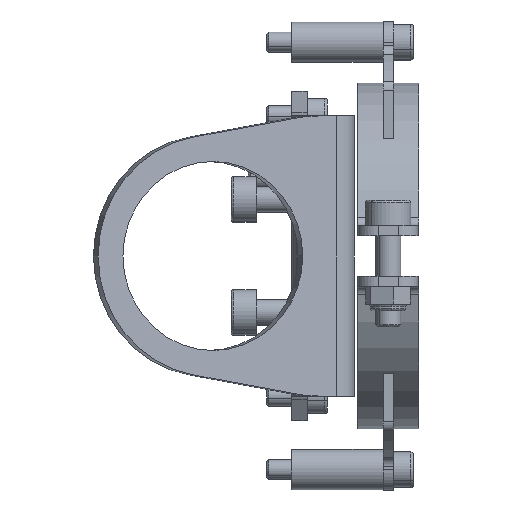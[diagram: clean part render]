
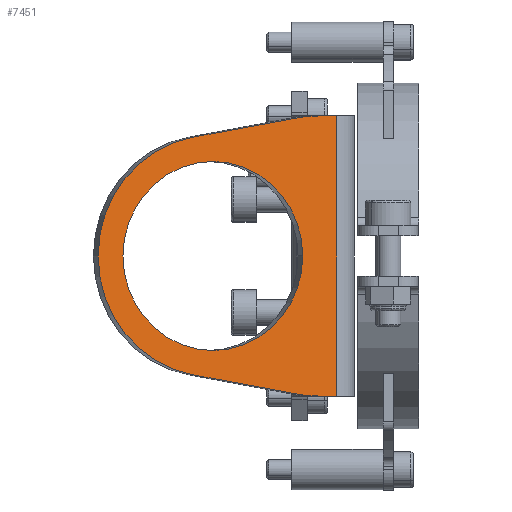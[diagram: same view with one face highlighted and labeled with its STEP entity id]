
A CAD part, left-side view. The second image highlights one B-rep face of the part: STEP entity #7451.
In plain terms, the highlighted planar face has unit normal (-0.951, -0.309, 0).
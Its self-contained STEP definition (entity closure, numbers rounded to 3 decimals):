
#11 = ORIENTED_EDGE ( 'NONE', *, *, #3117, .T. ) ;
#184 = ORIENTED_EDGE ( 'NONE', *, *, #5342, .F. ) ;
#204 = VERTEX_POINT ( 'NONE', #8768 ) ;
#206 = DIRECTION ( 'NONE',  ( -0.951, -0.309, 0. ) ) ;
#744 = ORIENTED_EDGE ( 'NONE', *, *, #3146, .F. ) ;
#763 = VECTOR ( 'NONE', #5465, 1000. ) ;
#824 = CARTESIAN_POINT ( 'NONE',  ( -76.664, 583.639, 782.64 ) ) ;
#992 = CARTESIAN_POINT ( 'NONE',  ( -77.711, 586.861, 727.36 ) ) ;
#1052 = LINE ( 'NONE', #4523, #763 ) ;
#1167 = EDGE_CURVE ( 'NONE', #8405, #5202, #6871, .T. ) ;
#1290 = EDGE_LOOP ( 'NONE', ( #2621, #11744 ) ) ;
#1501 = CIRCLE ( 'NONE', #7837, 18.65 ) ;
#1520 = VERTEX_POINT ( 'NONE', #1914 ) ;
#1594 = CARTESIAN_POINT ( 'NONE',  ( -73.936, 575.243, 785.256 ) ) ;
#1618 = DIRECTION ( 'NONE',  ( 0.309, -0.951, 0. ) ) ;
#1774 = CARTESIAN_POINT ( 'NONE',  ( -79.321, 591.815, 727.816 ) ) ;
#1776 = VECTOR ( 'NONE', #5626, 1000. ) ;
#1785 = DIRECTION ( 'NONE',  ( 0.309, -0.951, 0. ) ) ;
#1896 = CARTESIAN_POINT ( 'NONE',  ( -77.711, 586.861, 757.36 ) ) ;
#1914 = CARTESIAN_POINT ( 'NONE',  ( -78.845, 590.35, 755. ) ) ;
#1944 = CIRCLE ( 'NONE', #9498, 30. ) ;
#1968 = VERTEX_POINT ( 'NONE', #824 ) ;
#2207 = LINE ( 'NONE', #7459, #4158 ) ;
#2247 = EDGE_CURVE ( 'NONE', #10000, #2468, #1944, .T. ) ;
#2468 = VERTEX_POINT ( 'NONE', #992 ) ;
#2621 = ORIENTED_EDGE ( 'NONE', *, *, #11025, .F. ) ;
#3117 = EDGE_CURVE ( 'NONE', #9563, #204, #6972, .T. ) ;
#3146 = EDGE_CURVE ( 'NONE', #9563, #1968, #2207, .T. ) ;
#3171 = CARTESIAN_POINT ( 'NONE',  ( -76.664, 583.639, 727.36 ) ) ;
#3232 = DIRECTION ( 'NONE',  ( 0.309, -0.951, 0. ) ) ;
#3249 = DIRECTION ( 'NONE',  ( 0.951, 0.309, 0. ) ) ;
#3265 = CARTESIAN_POINT ( 'NONE',  ( -84.608, 608.088, 755. ) ) ;
#3686 = LINE ( 'NONE', #1594, #10906 ) ;
#3708 = CARTESIAN_POINT ( 'NONE',  ( -90.371, 625.825, 755. ) ) ;
#3712 = CARTESIAN_POINT ( 'NONE',  ( -76.664, 583.639, 797. ) ) ;
#4111 = CIRCLE ( 'NONE', #4427, 18.65 ) ;
#4158 = VECTOR ( 'NONE', #1785, 1000. ) ;
#4212 = ORIENTED_EDGE ( 'NONE', *, *, #11399, .F. ) ;
#4220 = EDGE_CURVE ( 'NONE', #8368, #1520, #4111, .T. ) ;
#4331 = DIRECTION ( 'NONE',  ( -0.304, 0.937, 0.174 ) ) ;
#4427 = AXIS2_PLACEMENT_3D ( 'NONE', #11205, #5613, #12128 ) ;
#4523 = CARTESIAN_POINT ( 'NONE',  ( -74.576, 577.213, 727.36 ) ) ;
#4618 = DIRECTION ( 'NONE',  ( -0.951, -0.309, 0. ) ) ;
#5202 = VERTEX_POINT ( 'NONE', #7142 ) ;
#5214 = PLANE ( 'NONE',  #11976 ) ;
#5233 = FACE_BOUND ( 'NONE', #1290, .T. ) ;
#5342 = EDGE_CURVE ( 'NONE', #10000, #8405, #8233, .T. ) ;
#5465 = DIRECTION ( 'NONE',  ( -0.309, 0.951, 0. ) ) ;
#5613 = DIRECTION ( 'NONE',  ( -0.951, -0.309, 0. ) ) ;
#5626 = DIRECTION ( 'NONE',  ( 0., 0., -1. ) ) ;
#5806 = CARTESIAN_POINT ( 'NONE',  ( -77.711, 586.861, 782.64 ) ) ;
#5885 = CARTESIAN_POINT ( 'NONE',  ( -84.608, 608.088, 755. ) ) ;
#6060 = AXIS2_PLACEMENT_3D ( 'NONE', #10225, #4618, #11151 ) ;
#6161 = DIRECTION ( 'NONE',  ( 0.309, -0.951, 0. ) ) ;
#6318 = DIRECTION ( 'NONE',  ( 0.304, -0.937, 0.174 ) ) ;
#6425 = ORIENTED_EDGE ( 'NONE', *, *, #9319, .F. ) ;
#6614 = CARTESIAN_POINT ( 'NONE',  ( -85.885, 612.018, 731.562 ) ) ;
#6845 = DIRECTION ( 'NONE',  ( 0.309, -0.951, 0. ) ) ;
#6871 = CIRCLE ( 'NONE', #10666, 23.8 ) ;
#6972 = CIRCLE ( 'NONE', #6060, 30. ) ;
#7080 = CARTESIAN_POINT ( 'NONE',  ( -74.576, 577.213, 797. ) ) ;
#7142 = CARTESIAN_POINT ( 'NONE',  ( -85.885, 612.018, 778.438 ) ) ;
#7383 = VERTEX_POINT ( 'NONE', #3171 ) ;
#7451 = ADVANCED_FACE ( 'NONE', ( #5233, #7748 ), #5214, .T. ) ;
#7459 = CARTESIAN_POINT ( 'NONE',  ( -74.576, 577.213, 782.64 ) ) ;
#7748 = FACE_OUTER_BOUND ( 'NONE', #8632, .T. ) ;
#7837 = AXIS2_PLACEMENT_3D ( 'NONE', #5885, #206, #6845 ) ;
#8233 = LINE ( 'NONE', #11806, #10409 ) ;
#8286 = EDGE_CURVE ( 'NONE', #7383, #2468, #1052, .T. ) ;
#8368 = VERTEX_POINT ( 'NONE', #3708 ) ;
#8405 = VERTEX_POINT ( 'NONE', #6614 ) ;
#8501 = DIRECTION ( 'NONE',  ( -0.951, -0.309, 0. ) ) ;
#8632 = EDGE_LOOP ( 'NONE', ( #744, #11, #6425, #10017, #184, #11448, #9226, #4212 ) ) ;
#8768 = CARTESIAN_POINT ( 'NONE',  ( -79.321, 591.815, 782.184 ) ) ;
#9226 = ORIENTED_EDGE ( 'NONE', *, *, #8286, .F. ) ;
#9296 = LINE ( 'NONE', #3712, #1776 ) ;
#9319 = EDGE_CURVE ( 'NONE', #5202, #204, #3686, .T. ) ;
#9498 = AXIS2_PLACEMENT_3D ( 'NONE', #1896, #8501, #1618 ) ;
#9563 = VERTEX_POINT ( 'NONE', #5806 ) ;
#10000 = VERTEX_POINT ( 'NONE', #1774 ) ;
#10017 = ORIENTED_EDGE ( 'NONE', *, *, #1167, .F. ) ;
#10225 = CARTESIAN_POINT ( 'NONE',  ( -77.711, 586.861, 752.64 ) ) ;
#10409 = VECTOR ( 'NONE', #4331, 1000. ) ;
#10666 = AXIS2_PLACEMENT_3D ( 'NONE', #3265, #3249, #3232 ) ;
#10906 = VECTOR ( 'NONE', #6318, 1000. ) ;
#11025 = EDGE_CURVE ( 'NONE', #1520, #8368, #1501, .T. ) ;
#11151 = DIRECTION ( 'NONE',  ( 0.309, -0.951, 0. ) ) ;
#11205 = CARTESIAN_POINT ( 'NONE',  ( -84.608, 608.088, 755. ) ) ;
#11399 = EDGE_CURVE ( 'NONE', #1968, #7383, #9296, .T. ) ;
#11448 = ORIENTED_EDGE ( 'NONE', *, *, #2247, .T. ) ;
#11744 = ORIENTED_EDGE ( 'NONE', *, *, #4220, .F. ) ;
#11755 = DIRECTION ( 'NONE',  ( -0.951, -0.309, 0. ) ) ;
#11806 = CARTESIAN_POINT ( 'NONE',  ( -78.375, 588.905, 727.276 ) ) ;
#11976 = AXIS2_PLACEMENT_3D ( 'NONE', #7080, #11755, #6161 ) ;
#12128 = DIRECTION ( 'NONE',  ( 0.309, -0.951, 0. ) ) ;
